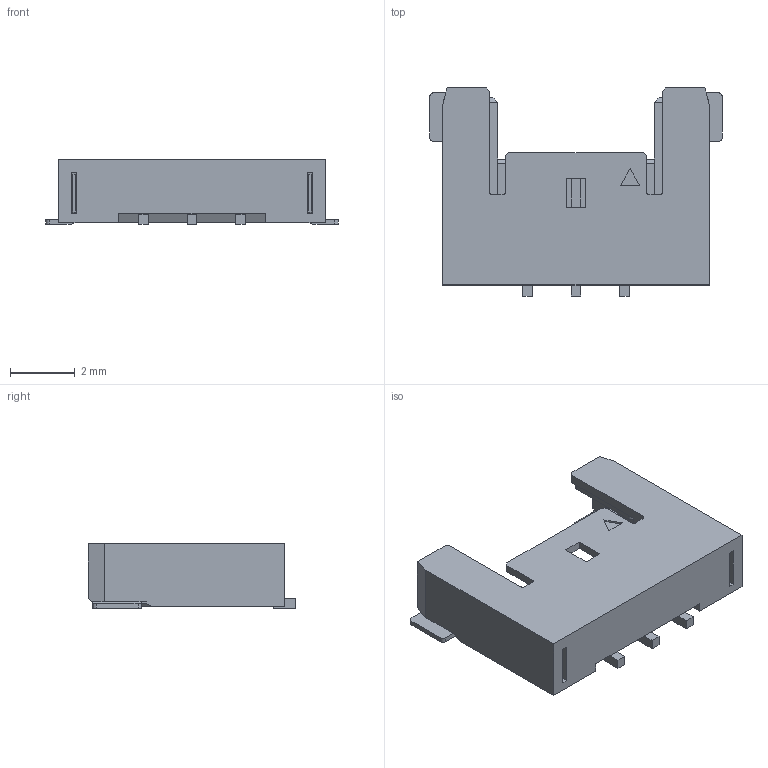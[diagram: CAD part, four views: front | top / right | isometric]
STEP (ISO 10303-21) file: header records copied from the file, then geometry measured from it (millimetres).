
FILE_DESCRIPTION(('STEP AP242'),'1');
FILE_NAME('504050-0391.stp','2021-02-06T16:56:55',('TraceParts'),('TraceParts S.A.'),'Spatial InterOp 3D',' ',' ');
FILE_SCHEMA(('AP242_MANAGED_MODEL_BASED_3D_ENGINEERING_MIM_LF {1 0 10303 442 1 1 4}'));
Length unit declared in the file: millimetre
Products named in the file (1): 504050-0391_1
Bounding box: 9.05 x 6.44 x 2 mm (x, y, z)
Volume: 49.3 mm3; surface area: 260.3 mm2
Topology: 1 solids, 1 shells, 250 faces, 740 edges, 506 vertices
Faces by surface type: plane 201, cylinder 43, sphere 6
Entity records: 8244 total; most frequent: CARTESIAN_POINT 1458, ORIENTED_EDGE 1440, DIRECTION 1330, EDGE_CURVE 720, LINE 654, VECTOR 654, VERTEX_POINT 466, AXIS2_PLACEMENT_3D 338
